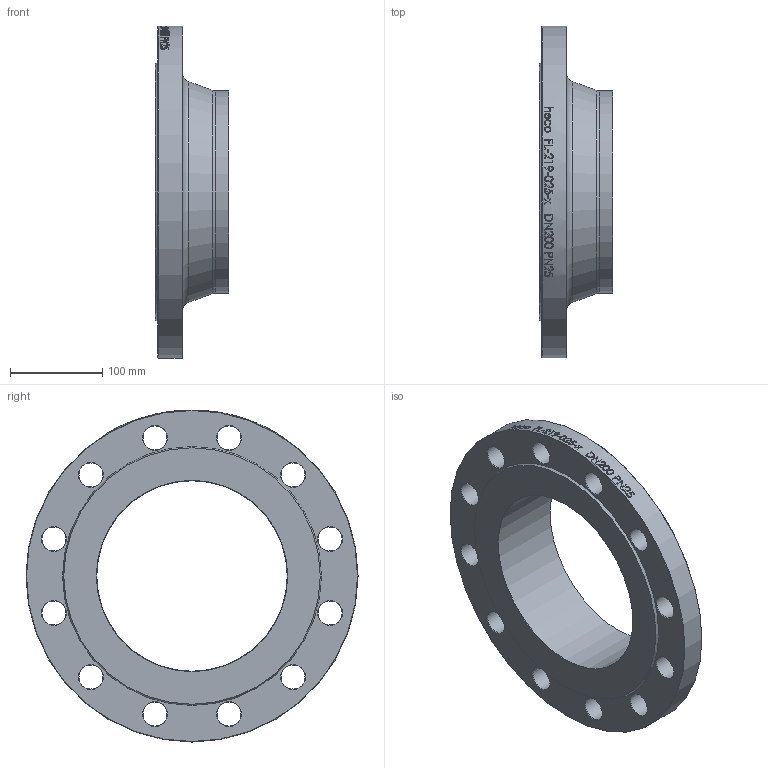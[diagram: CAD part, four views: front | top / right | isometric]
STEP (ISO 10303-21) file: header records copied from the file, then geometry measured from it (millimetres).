
FILE_DESCRIPTION (( 'STEP AP214' ), '1' );
FILE_NAME ('FL-219-025-x Vorschweissflansch DN200 PN25 iso DIN2634 2009.STEP', '2020-09-23T10:30:06', ( '' ), ( '' ), 'SwSTEP 2.0', 'SolidWorks 2019', '' );
FILE_SCHEMA (( 'AUTOMOTIVE_DESIGN' ));
Length unit declared in the file: millimetre
Products named in the file (1): FL-219-025-x Vorschweissflansch DN200 PN25 iso DIN2634 2009
Bounding box: 80 x 360 x 360 mm (x, y, z)
Volume: 2123334 mm3; surface area: 259969 mm2
Topology: 1 solids, 1 shells, 85 faces, 387 edges, 338 vertices
Faces by surface type: cylinder 50, cone 29, plane 4, torus 2
Full cylindrical faces by diameter (mm): 26 x12, 206.5 x1, 219.1 x1, 360 x1
Entity records: 9674 total; most frequent: CARTESIAN_POINT 6527, ORIENTED_EDGE 636, DIRECTION 452, VERTEX_POINT 318, EDGE_CURVE 318, AXIS2_PLACEMENT_3D 206, EDGE_LOOP 190, B_SPLINE_CURVE_WITH_KNOTS 156
